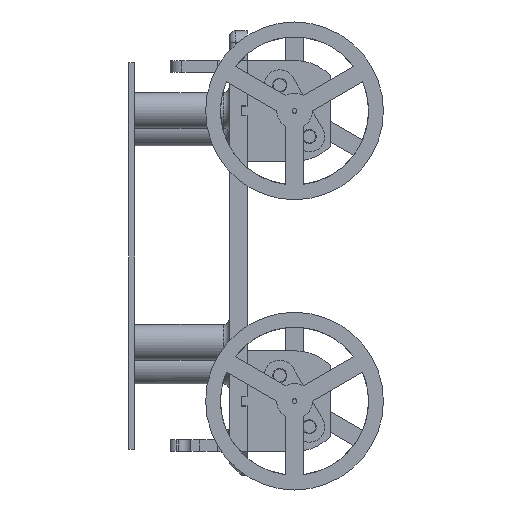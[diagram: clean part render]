
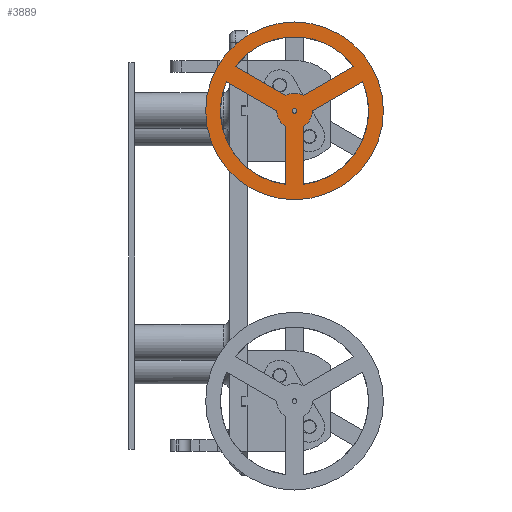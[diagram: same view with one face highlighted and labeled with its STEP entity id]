
A CAD part, left-side view. The second image highlights one B-rep face of the part: STEP entity #3889.
In plain terms, the highlighted face is planar.
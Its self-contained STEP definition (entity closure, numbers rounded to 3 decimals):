
#148=FACE_BOUND('',#715,.T.);
#149=FACE_BOUND('',#716,.T.);
#150=FACE_BOUND('',#717,.T.);
#151=FACE_BOUND('',#718,.T.);
#269=PLANE('',#4387);
#474=FACE_OUTER_BOUND('',#714,.T.);
#714=EDGE_LOOP('',(#3483));
#715=EDGE_LOOP('',(#3484));
#716=EDGE_LOOP('',(#3485,#3486,#3487,#3488));
#717=EDGE_LOOP('',(#3489,#3490,#3491,#3492));
#718=EDGE_LOOP('',(#3493,#3494,#3495,#3496));
#1036=LINE('',#6613,#1387);
#1040=LINE('',#6622,#1391);
#1044=LINE('',#6634,#1395);
#1048=LINE('',#6643,#1399);
#1055=LINE('',#6672,#1406);
#1058=LINE('',#6678,#1409);
#1387=VECTOR('',#5342,10.);
#1391=VECTOR('',#5348,10.);
#1395=VECTOR('',#5360,10.);
#1399=VECTOR('',#5366,10.);
#1406=VECTOR('',#5397,10.);
#1409=VECTOR('',#5402,10.);
#1605=CIRCLE('',#4343,15.);
#1607=CIRCLE('',#4346,0.4);
#1615=CIRCLE('',#4361,3.);
#1616=CIRCLE('',#4362,3.);
#1617=CIRCLE('',#4363,3.);
#1622=CIRCLE('',#4372,12.5);
#1623=CIRCLE('',#4373,12.5);
#1624=CIRCLE('',#4374,12.5);
#1918=VERTEX_POINT('',#6601);
#1920=VERTEX_POINT('',#6607);
#1921=VERTEX_POINT('',#6611);
#1922=VERTEX_POINT('',#6612);
#1925=VERTEX_POINT('',#6620);
#1926=VERTEX_POINT('',#6621);
#1929=VERTEX_POINT('',#6632);
#1930=VERTEX_POINT('',#6633);
#1933=VERTEX_POINT('',#6641);
#1934=VERTEX_POINT('',#6642);
#1941=VERTEX_POINT('',#6661);
#1942=VERTEX_POINT('',#6665);
#1944=VERTEX_POINT('',#6671);
#1946=VERTEX_POINT('',#6677);
#2421=EDGE_CURVE('',#1918,#1918,#1605,.T.);
#2424=EDGE_CURVE('',#1920,#1920,#1607,.T.);
#2425=EDGE_CURVE('',#1921,#1922,#1036,.T.);
#2429=EDGE_CURVE('',#1925,#1926,#1040,.T.);
#2435=EDGE_CURVE('',#1929,#1930,#1044,.T.);
#2439=EDGE_CURVE('',#1933,#1934,#1048,.T.);
#2450=EDGE_CURVE('',#1934,#1941,#1615,.T.);
#2451=EDGE_CURVE('',#1926,#1929,#1616,.T.);
#2452=EDGE_CURVE('',#1942,#1921,#1617,.T.);
#2455=EDGE_CURVE('',#1941,#1944,#1055,.T.);
#2458=EDGE_CURVE('',#1946,#1942,#1058,.T.);
#2465=EDGE_CURVE('',#1946,#1922,#1622,.T.);
#2466=EDGE_CURVE('',#1925,#1930,#1623,.T.);
#2467=EDGE_CURVE('',#1933,#1944,#1624,.T.);
#3483=ORIENTED_EDGE('',*,*,#2421,.F.);
#3484=ORIENTED_EDGE('',*,*,#2424,.T.);
#3485=ORIENTED_EDGE('',*,*,#2451,.T.);
#3486=ORIENTED_EDGE('',*,*,#2435,.T.);
#3487=ORIENTED_EDGE('',*,*,#2466,.F.);
#3488=ORIENTED_EDGE('',*,*,#2429,.T.);
#3489=ORIENTED_EDGE('',*,*,#2450,.T.);
#3490=ORIENTED_EDGE('',*,*,#2455,.T.);
#3491=ORIENTED_EDGE('',*,*,#2467,.F.);
#3492=ORIENTED_EDGE('',*,*,#2439,.T.);
#3493=ORIENTED_EDGE('',*,*,#2425,.T.);
#3494=ORIENTED_EDGE('',*,*,#2465,.F.);
#3495=ORIENTED_EDGE('',*,*,#2458,.T.);
#3496=ORIENTED_EDGE('',*,*,#2452,.T.);
#3889=ADVANCED_FACE('',(#474,#148,#149,#150,#151),#269,.T.);
#4343=AXIS2_PLACEMENT_3D('',#6603,#5331,#5332);
#4346=AXIS2_PLACEMENT_3D('',#6609,#5338,#5339);
#4361=AXIS2_PLACEMENT_3D('',#6663,#5386,#5387);
#4362=AXIS2_PLACEMENT_3D('',#6664,#5388,#5389);
#4363=AXIS2_PLACEMENT_3D('',#6666,#5390,#5391);
#4372=AXIS2_PLACEMENT_3D('',#6690,#5416,#5417);
#4373=AXIS2_PLACEMENT_3D('',#6691,#5418,#5419);
#4374=AXIS2_PLACEMENT_3D('',#6692,#5420,#5421);
#4387=AXIS2_PLACEMENT_3D('',#6714,#5450,#5451);
#5331=DIRECTION('center_axis',(0.,0.,1.));
#5332=DIRECTION('ref_axis',(1.,0.,0.));
#5338=DIRECTION('center_axis',(0.,0.,1.));
#5339=DIRECTION('ref_axis',(1.,0.,0.));
#5342=DIRECTION('',(-0.5,-0.866,0.));
#5348=DIRECTION('',(0.5,0.866,0.));
#5360=DIRECTION('',(-0.5,0.866,0.));
#5366=DIRECTION('',(0.5,-0.866,0.));
#5386=DIRECTION('center_axis',(0.,0.,-1.));
#5387=DIRECTION('ref_axis',(-1.,0.,0.));
#5388=DIRECTION('center_axis',(0.,0.,-1.));
#5389=DIRECTION('ref_axis',(-1.,0.,0.));
#5390=DIRECTION('center_axis',(0.,0.,-1.));
#5391=DIRECTION('ref_axis',(-1.,0.,0.));
#5397=DIRECTION('',(1.,0.,0.));
#5402=DIRECTION('',(-1.,0.,0.));
#5416=DIRECTION('center_axis',(0.,0.,-1.));
#5417=DIRECTION('ref_axis',(-1.,0.,0.));
#5418=DIRECTION('center_axis',(0.,0.,-1.));
#5419=DIRECTION('ref_axis',(-1.,0.,0.));
#5420=DIRECTION('center_axis',(0.,0.,-1.));
#5421=DIRECTION('ref_axis',(-1.,0.,0.));
#5450=DIRECTION('center_axis',(0.,0.,-1.));
#5451=DIRECTION('ref_axis',(-1.,0.,0.));
#6601=CARTESIAN_POINT('',(-15.,0.,0.));
#6603=CARTESIAN_POINT('Origin',(0.,0.,0.));
#6607=CARTESIAN_POINT('',(-0.4,0.,0.));
#6609=CARTESIAN_POINT('Origin',(0.,0.,0.));
#6611=CARTESIAN_POINT('',(0.,-3.,0.));
#6612=CARTESIAN_POINT('',(-4.906,-11.497,0.));
#6613=CARTESIAN_POINT('',(0.299,-2.482,0.));
#6620=CARTESIAN_POINT('',(-7.504,-9.997,0.));
#6621=CARTESIAN_POINT('',(-2.598,-1.5,0.));
#6622=CARTESIAN_POINT('',(-7.799,-10.508,0.));
#6632=CARTESIAN_POINT('',(-2.598,1.5,0.));
#6633=CARTESIAN_POINT('',(-7.504,9.997,0.));
#6634=CARTESIAN_POINT('',(-2.299,0.982,0.));
#6641=CARTESIAN_POINT('',(-4.906,11.497,0.));
#6642=CARTESIAN_POINT('',(0.,3.,0.));
#6643=CARTESIAN_POINT('',(-5.201,12.008,0.));
#6661=CARTESIAN_POINT('',(2.598,1.5,0.));
#6663=CARTESIAN_POINT('Origin',(0.,0.,0.));
#6664=CARTESIAN_POINT('Origin',(0.,0.,0.));
#6665=CARTESIAN_POINT('',(2.598,-1.5,0.));
#6666=CARTESIAN_POINT('Origin',(0.,0.,0.));
#6671=CARTESIAN_POINT('',(12.41,1.5,0.));
#6672=CARTESIAN_POINT('',(2.,1.5,0.));
#6677=CARTESIAN_POINT('',(12.41,-1.5,0.));
#6678=CARTESIAN_POINT('',(13.,-1.5,0.));
#6690=CARTESIAN_POINT('Origin',(0.,0.,0.));
#6691=CARTESIAN_POINT('Origin',(0.,0.,0.));
#6692=CARTESIAN_POINT('Origin',(0.,0.,0.));
#6714=CARTESIAN_POINT('Origin',(0.,0.,0.));
